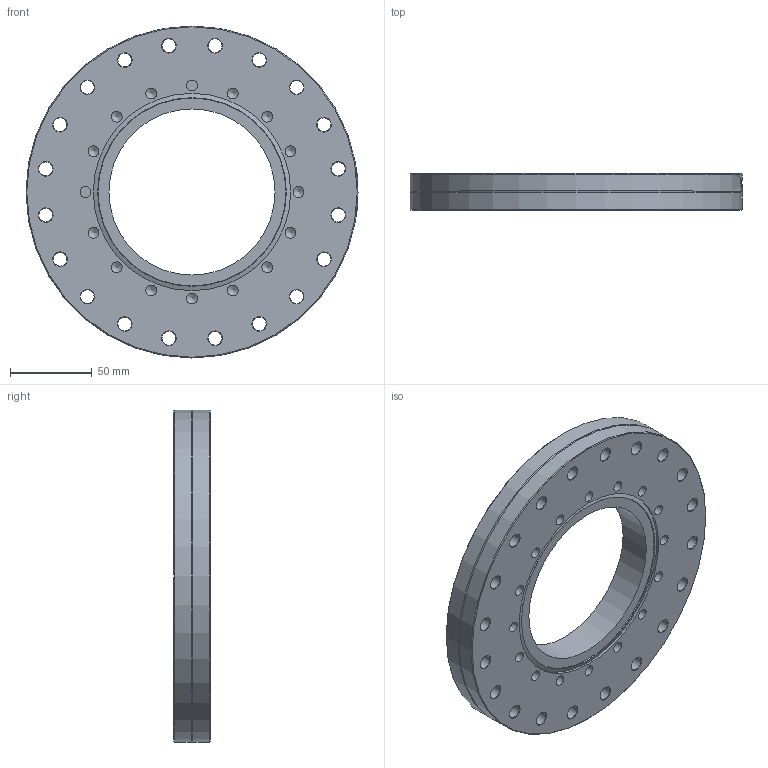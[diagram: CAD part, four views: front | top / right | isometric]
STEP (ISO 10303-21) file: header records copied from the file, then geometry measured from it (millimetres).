
FILE_DESCRIPTION(/* description */ (''),/* implementation_level */ '2;1');
FILE_NAME(/* name */ 'FL-Z160-100.stp',/* time_stamp */ '2018-10-08T15:16:27+01:00',/* author */ ('paul'),/* organization */ (''),/* preprocessor_version */ 'ST-DEVELOPER v17.2',/* originating_system */ 'Autodesk Inventor 2019',/* authorisation */ '');
FILE_SCHEMA (('AUTOMOTIVE_DESIGN { 1 0 10303 214 3 1 1 }'));
Length unit declared in the file: millimetre
Products named in the file (1): FL-Z160-100
Bounding box: 203 x 22.4 x 203 mm (x, y, z)
Volume: 488229.9 mm3; surface area: 85486.2 mm2
Topology: 1 solids, 1 shells, 203 faces, 582 edges, 389 vertices
Faces by surface type: cone 63, bspline 53, cylinder 51, plane 35, torus 1
Full cylindrical faces by diameter (mm): 6.647 x16, 8.4 x20, 101.6 x1, 120.6 x1, 171.4 x1, 203 x2
Entity records: 19352 total; most frequent: CARTESIAN_POINT 14197, ORIENTED_EDGE 1132, DIRECTION 941, EDGE_CURVE 566, VERTEX_POINT 389, AXIS2_PLACEMENT_3D 369, EDGE_LOOP 269, CIRCLE 218
